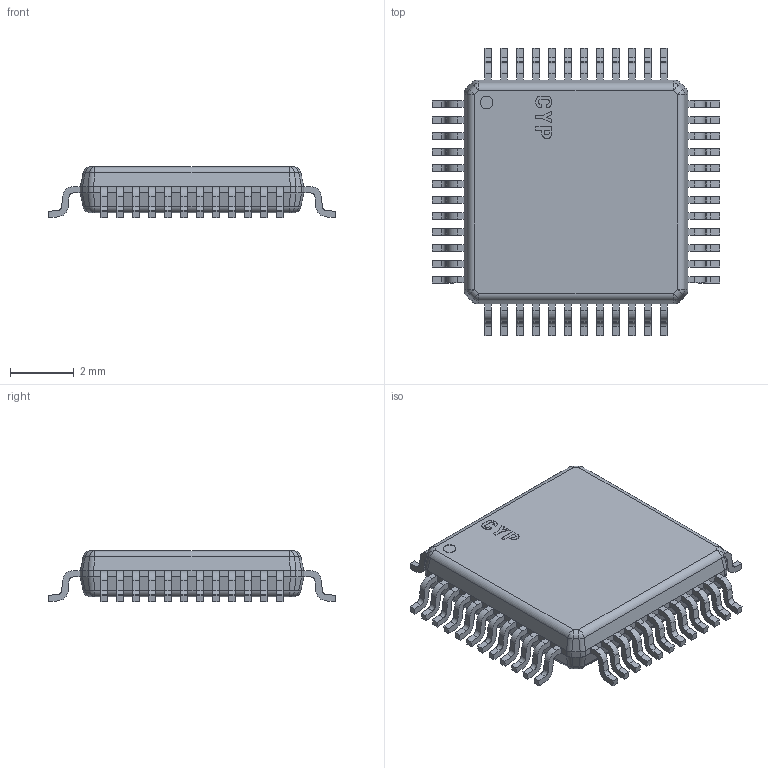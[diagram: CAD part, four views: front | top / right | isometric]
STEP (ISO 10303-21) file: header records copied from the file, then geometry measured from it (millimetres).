
FILE_DESCRIPTION(/* description */ (''),/* implementation_level */ '2;1');
FILE_NAME(/* name */ 'PG-TQFP-48-800_51-85135_V0C_3D.stp',/* time_stamp */ '2024-11-13T17:45:48+05:30',/* author */ ('sivamani'),/* organization */ (''),/* preprocessor_version */ 'ST-DEVELOPER v19.2',/* originating_system */ 'AutoCAD Mechanical',/* authorisation */ '');
FILE_SCHEMA (('AUTOMOTIVE_DESIGN { 1 0 10303 214 3 1 1 }'));
Length unit declared in the file: millimetre
Products named in the file (1): Product
Bounding box: 9 x 9 x 1.61 mm (x, y, z)
Volume: 71 mm3; surface area: 384.5 mm2
Topology: 55 solids, 55 shells, 803 faces, 2028 edges, 1336 vertices
Faces by surface type: plane 542, cylinder 234, sphere 16, bspline 11
Full cylindrical faces by diameter (mm): 0.4 x2
Entity records: 24022 total; most frequent: CARTESIAN_POINT 4395, ORIENTED_EDGE 4056, DIRECTION 4036, EDGE_CURVE 2028, LINE 1514, VECTOR 1514, VERTEX_POINT 1336, AXIS2_PLACEMENT_3D 1261
